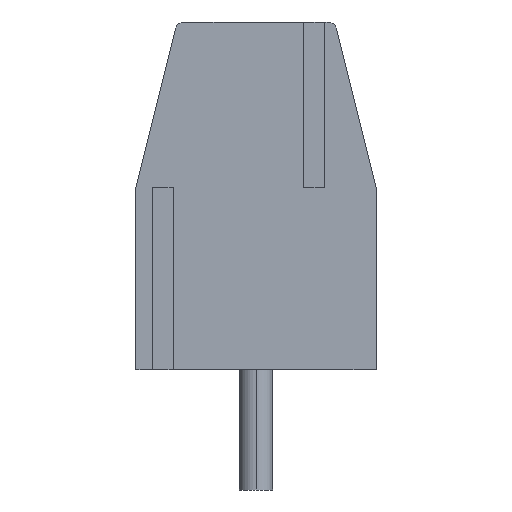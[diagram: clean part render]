
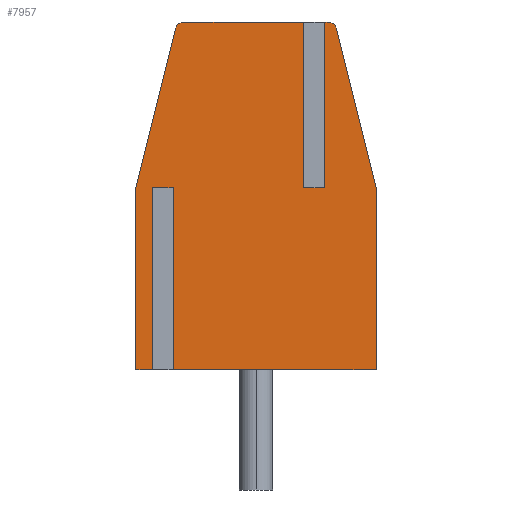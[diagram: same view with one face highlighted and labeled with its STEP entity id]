
A CAD part, left-side view. The second image highlights one B-rep face of the part: STEP entity #7957.
In plain terms, the highlighted planar face has unit normal (-1, 0, 0).
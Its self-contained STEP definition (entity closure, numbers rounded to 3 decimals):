
#145 = LINE ( 'NONE', #3878, #3931 ) ;
#254 = CARTESIAN_POINT ( 'NONE',  ( -5.25, -1.6, 4.4 ) ) ;
#267 = CARTESIAN_POINT ( 'NONE',  ( -5.25, -1.2, 4.4 ) ) ;
#283 = VECTOR ( 'NONE', #3517, 1000. ) ;
#332 = ORIENTED_EDGE ( 'NONE', *, *, #2302, .F. ) ;
#624 = VERTEX_POINT ( 'NONE', #1608 ) ;
#634 = DIRECTION ( 'NONE',  ( 0., -0.243, -0.97 ) ) ;
#766 = VERTEX_POINT ( 'NONE', #1340 ) ;
#865 = LINE ( 'NONE', #4973, #4450 ) ;
#983 = LINE ( 'NONE', #5764, #2619 ) ;
#1029 = DIRECTION ( 'NONE',  ( 0., 0., -1. ) ) ;
#1071 = LINE ( 'NONE', #1998, #8708 ) ;
#1073 = CARTESIAN_POINT ( 'NONE',  ( -5.25, 2.5, 4.4 ) ) ;
#1080 = CARTESIAN_POINT ( 'NONE',  ( -5.25, -1.744, 8.2 ) ) ;
#1273 = LINE ( 'NONE', #7953, #6938 ) ;
#1310 = DIRECTION ( 'NONE',  ( 0., -1., 0. ) ) ;
#1340 = CARTESIAN_POINT ( 'NONE',  ( -5.25, -1.938, 8.249 ) ) ;
#1536 = VECTOR ( 'NONE', #6041, 1000. ) ;
#1608 = CARTESIAN_POINT ( 'NONE',  ( -5.25, 2.9, 4.4 ) ) ;
#1646 = LINE ( 'NONE', #4336, #5310 ) ;
#1655 = VERTEX_POINT ( 'NONE', #8192 ) ;
#1791 = CARTESIAN_POINT ( 'NONE',  ( -5.25, 2.9, 4.4 ) ) ;
#1792 = DIRECTION ( 'NONE',  ( 0., 1., 0. ) ) ;
#1860 = VECTOR ( 'NONE', #9100, 1000. ) ;
#1943 = CARTESIAN_POINT ( 'NONE',  ( -5.25, 2., 0. ) ) ;
#1998 = CARTESIAN_POINT ( 'NONE',  ( -5.25, 2., 4.4 ) ) ;
#2004 = LINE ( 'NONE', #5395, #9480 ) ;
#2017 = VERTEX_POINT ( 'NONE', #4721 ) ;
#2052 = CARTESIAN_POINT ( 'NONE',  ( -5.25, 2.9, 4.4 ) ) ;
#2056 = CIRCLE ( 'NONE', #7493, 0.2 ) ;
#2174 = EDGE_LOOP ( 'NONE', ( #8687, #5654, #5374, #5623, #8445, #3415, #332, #4291, #5536, #5441, #2519, #9090, #6989, #6305, #5203, #8910 ) ) ;
#2240 = DIRECTION ( 'NONE',  ( 0., -1., 0. ) ) ;
#2302 = EDGE_CURVE ( 'NONE', #1655, #8490, #983, .T. ) ;
#2519 = ORIENTED_EDGE ( 'NONE', *, *, #8617, .F. ) ;
#2592 = EDGE_CURVE ( 'NONE', #766, #3061, #2056, .T. ) ;
#2619 = VECTOR ( 'NONE', #2832, 1000. ) ;
#2678 = CIRCLE ( 'NONE', #5606, 0.2 ) ;
#2684 = VERTEX_POINT ( 'NONE', #1943 ) ;
#2772 = DIRECTION ( 'NONE',  ( 0., 1., 0. ) ) ;
#2832 = DIRECTION ( 'NONE',  ( 0., 1., 0. ) ) ;
#2994 = DIRECTION ( 'NONE',  ( -1., 0., 0. ) ) ;
#3031 = VECTOR ( 'NONE', #2240, 1000. ) ;
#3044 = VECTOR ( 'NONE', #7306, 1000. ) ;
#3061 = VERTEX_POINT ( 'NONE', #7324 ) ;
#3199 = DIRECTION ( 'NONE',  ( 0., 0., -1. ) ) ;
#3240 = VERTEX_POINT ( 'NONE', #9057 ) ;
#3345 = CARTESIAN_POINT ( 'NONE',  ( -5.25, -1.6, 4.4 ) ) ;
#3415 = ORIENTED_EDGE ( 'NONE', *, *, #5620, .F. ) ;
#3429 = AXIS2_PLACEMENT_3D ( 'NONE', #2052, #7240, #2772 ) ;
#3517 = DIRECTION ( 'NONE',  ( 0., 0., 1. ) ) ;
#3618 = EDGE_CURVE ( 'NONE', #2017, #3240, #2678, .T. ) ;
#3701 = CARTESIAN_POINT ( 'NONE',  ( -5.25, -1.6, 8.4 ) ) ;
#3762 = VERTEX_POINT ( 'NONE', #267 ) ;
#3800 = FACE_OUTER_BOUND ( 'NONE', #2174, .T. ) ;
#3878 = CARTESIAN_POINT ( 'NONE',  ( -5.25, -1.6, 4.4 ) ) ;
#3931 = VECTOR ( 'NONE', #9172, 1000. ) ;
#4181 = LINE ( 'NONE', #1073, #6201 ) ;
#4288 = CARTESIAN_POINT ( 'NONE',  ( -5.25, -2.9, 4.4 ) ) ;
#4291 = ORIENTED_EDGE ( 'NONE', *, *, #8551, .T. ) ;
#4297 = CARTESIAN_POINT ( 'NONE',  ( -5.25, -1.2, 8.4 ) ) ;
#4336 = CARTESIAN_POINT ( 'NONE',  ( -5.25, 1.9, 8.4 ) ) ;
#4450 = VECTOR ( 'NONE', #634, 1000. ) ;
#4721 = CARTESIAN_POINT ( 'NONE',  ( -5.25, 1.744, 8.4 ) ) ;
#4945 = DIRECTION ( 'NONE',  ( 0., 0., -1. ) ) ;
#4973 = CARTESIAN_POINT ( 'NONE',  ( -5.25, -1.9, 8.4 ) ) ;
#5203 = ORIENTED_EDGE ( 'NONE', *, *, #8180, .T. ) ;
#5310 = VECTOR ( 'NONE', #6632, 1000. ) ;
#5374 = ORIENTED_EDGE ( 'NONE', *, *, #7741, .F. ) ;
#5395 = CARTESIAN_POINT ( 'NONE',  ( -5.25, -2.9, 4.4 ) ) ;
#5441 = ORIENTED_EDGE ( 'NONE', *, *, #6551, .F. ) ;
#5536 = ORIENTED_EDGE ( 'NONE', *, *, #6374, .T. ) ;
#5606 = AXIS2_PLACEMENT_3D ( 'NONE', #7481, #2994, #8249 ) ;
#5620 = EDGE_CURVE ( 'NONE', #8490, #8153, #4181, .T. ) ;
#5623 = ORIENTED_EDGE ( 'NONE', *, *, #9139, .T. ) ;
#5633 = CARTESIAN_POINT ( 'NONE',  ( -5.25, 2.5, 4.4 ) ) ;
#5654 = ORIENTED_EDGE ( 'NONE', *, *, #3618, .T. ) ;
#5696 = VECTOR ( 'NONE', #8495, 1000. ) ;
#5764 = CARTESIAN_POINT ( 'NONE',  ( -5.25, 2.5, 4.4 ) ) ;
#6028 = VERTEX_POINT ( 'NONE', #6978 ) ;
#6041 = DIRECTION ( 'NONE',  ( 0., 1., 0. ) ) ;
#6196 = DIRECTION ( 'NONE',  ( -1., 0., 0. ) ) ;
#6201 = VECTOR ( 'NONE', #3199, 1000. ) ;
#6305 = ORIENTED_EDGE ( 'NONE', *, *, #6516, .F. ) ;
#6374 = EDGE_CURVE ( 'NONE', #2684, #8730, #8768, .T. ) ;
#6498 = CARTESIAN_POINT ( 'NONE',  ( -5.25, -1.2, 4.4 ) ) ;
#6516 = EDGE_CURVE ( 'NONE', #6934, #8129, #145, .T. ) ;
#6549 = CARTESIAN_POINT ( 'NONE',  ( -5.25, 2.9, 4.4 ) ) ;
#6551 = EDGE_CURVE ( 'NONE', #7060, #8730, #2004, .T. ) ;
#6632 = DIRECTION ( 'NONE',  ( 0., -1., 0. ) ) ;
#6768 = VERTEX_POINT ( 'NONE', #4297 ) ;
#6793 = EDGE_CURVE ( 'NONE', #2017, #6768, #1646, .T. ) ;
#6934 = VERTEX_POINT ( 'NONE', #3345 ) ;
#6938 = VECTOR ( 'NONE', #1310, 1000. ) ;
#6978 = CARTESIAN_POINT ( 'NONE',  ( -5.25, 2.9, 0. ) ) ;
#6989 = ORIENTED_EDGE ( 'NONE', *, *, #8553, .F. ) ;
#7060 = VERTEX_POINT ( 'NONE', #4288 ) ;
#7240 = DIRECTION ( 'NONE',  ( 1., 0., 0. ) ) ;
#7306 = DIRECTION ( 'NONE',  ( 0., 0., -1. ) ) ;
#7324 = CARTESIAN_POINT ( 'NONE',  ( -5.25, -1.744, 8.4 ) ) ;
#7441 = LINE ( 'NONE', #254, #1536 ) ;
#7450 = CARTESIAN_POINT ( 'NONE',  ( -5.25, 2.9, 0. ) ) ;
#7481 = CARTESIAN_POINT ( 'NONE',  ( -5.25, 1.744, 8.2 ) ) ;
#7493 = AXIS2_PLACEMENT_3D ( 'NONE', #1080, #6196, #1792 ) ;
#7545 = CARTESIAN_POINT ( 'NONE',  ( -5.25, 2.9, 0. ) ) ;
#7557 = EDGE_CURVE ( 'NONE', #3762, #6768, #8104, .T. ) ;
#7741 = EDGE_CURVE ( 'NONE', #624, #3240, #7960, .T. ) ;
#7953 = CARTESIAN_POINT ( 'NONE',  ( -5.25, 1.9, 8.4 ) ) ;
#7957 = ADVANCED_FACE ( 'NONE', ( #3800 ), #8735, .F. ) ;
#7960 = LINE ( 'NONE', #1791, #5696 ) ;
#8104 = LINE ( 'NONE', #6498, #283 ) ;
#8129 = VERTEX_POINT ( 'NONE', #3701 ) ;
#8153 = VERTEX_POINT ( 'NONE', #8263 ) ;
#8180 = EDGE_CURVE ( 'NONE', #6934, #3762, #7441, .T. ) ;
#8192 = CARTESIAN_POINT ( 'NONE',  ( -5.25, 2., 4.4 ) ) ;
#8245 = EDGE_CURVE ( 'NONE', #6028, #8153, #9554, .T. ) ;
#8249 = DIRECTION ( 'NONE',  ( 0., 1., 0. ) ) ;
#8263 = CARTESIAN_POINT ( 'NONE',  ( -5.25, 2.5, 0. ) ) ;
#8445 = ORIENTED_EDGE ( 'NONE', *, *, #8245, .T. ) ;
#8490 = VERTEX_POINT ( 'NONE', #5633 ) ;
#8495 = DIRECTION ( 'NONE',  ( 0., -0.243, 0.97 ) ) ;
#8551 = EDGE_CURVE ( 'NONE', #1655, #2684, #1071, .T. ) ;
#8553 = EDGE_CURVE ( 'NONE', #8129, #3061, #1273, .T. ) ;
#8617 = EDGE_CURVE ( 'NONE', #766, #7060, #865, .T. ) ;
#8687 = ORIENTED_EDGE ( 'NONE', *, *, #6793, .F. ) ;
#8708 = VECTOR ( 'NONE', #4945, 1000. ) ;
#8730 = VERTEX_POINT ( 'NONE', #8880 ) ;
#8735 = PLANE ( 'NONE',  #3429 ) ;
#8768 = LINE ( 'NONE', #7450, #3031 ) ;
#8880 = CARTESIAN_POINT ( 'NONE',  ( -5.25, -2.9, 0. ) ) ;
#8910 = ORIENTED_EDGE ( 'NONE', *, *, #7557, .T. ) ;
#9035 = LINE ( 'NONE', #6549, #3044 ) ;
#9057 = CARTESIAN_POINT ( 'NONE',  ( -5.25, 1.938, 8.249 ) ) ;
#9090 = ORIENTED_EDGE ( 'NONE', *, *, #2592, .T. ) ;
#9100 = DIRECTION ( 'NONE',  ( 0., -1., 0. ) ) ;
#9139 = EDGE_CURVE ( 'NONE', #624, #6028, #9035, .T. ) ;
#9172 = DIRECTION ( 'NONE',  ( 0., 0., 1. ) ) ;
#9480 = VECTOR ( 'NONE', #1029, 1000. ) ;
#9554 = LINE ( 'NONE', #7545, #1860 ) ;
